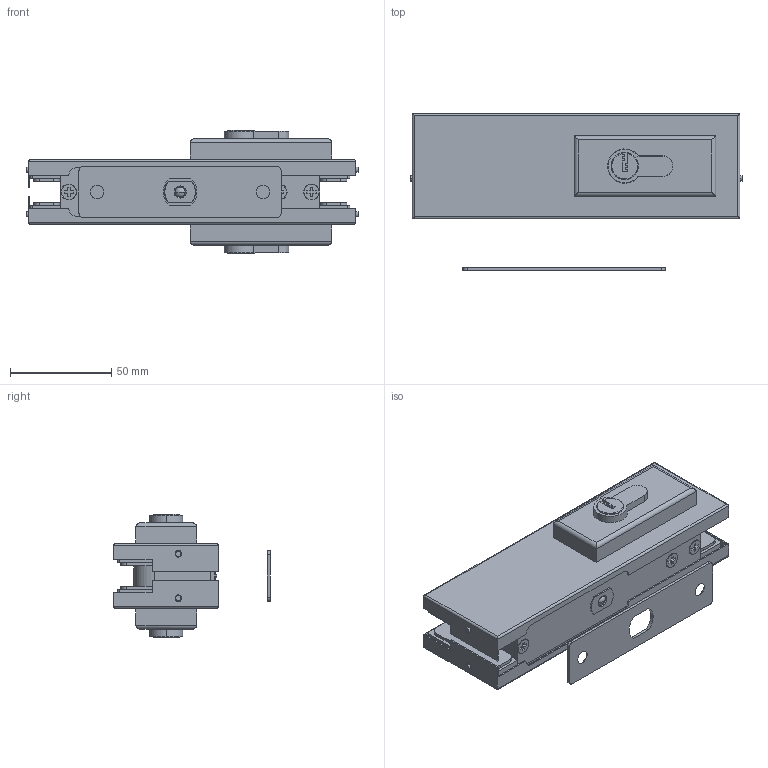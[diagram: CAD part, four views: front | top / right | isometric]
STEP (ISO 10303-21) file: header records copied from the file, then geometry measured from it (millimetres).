
FILE_DESCRIPTION (( 'STEP AP203' ), '1' );
FILE_NAME ('GS-304_ZP-814_S.STEP', '2019-03-27T12:41:19', ( '' ), ( '' ), 'SwSTEP 2.0', 'SolidWorks 2018', '' );
FILE_SCHEMA (( 'CONFIG_CONTROL_DESIGN' ));
Length unit declared in the file: millimetre
Products named in the file (9): skrutka DIN 965A_M4x5_A2-70; GS-304_ZP-814_S.P3; GS-304_ZP-814_S.P5; GS-304_ZP-814_S.P6; GS-304_ZP-814_S.P4; GS-304_ZP-814_S.P1; GS-304_ZP-814_S; GS-304_ZP-814_S.P7; GS-304_ZP-814_S.P2
Assembly tree (12 placements, depth 2):
  GS-304_ZP-814_S
    GS-304_ZP-814_S.P1
    GS-304_ZP-814_S.P2
    GS-304_ZP-814_S.P3
    GS-304_ZP-814_S.P4  x2
    skrutka DIN 965A_M4x5_A2-70  x3
    GS-304_ZP-814_S.P5
    GS-304_ZP-814_S.P6  x2
    GS-304_ZP-814_S.P7
Bounding box: 164.2 x 77.5 x 61 mm (x, y, z)
Volume: 234555.5 mm3; surface area: 149762.7 mm2
Topology: 19 solids, 19 shells, 479 faces, 1198 edges, 779 vertices
Faces by surface type: plane 289, cylinder 158, cone 30, sphere 2
Entity records: 13282 total; most frequent: CARTESIAN_POINT 2201, DIRECTION 2103, ORIENTED_EDGE 2050, EDGE_CURVE 1025, VECTOR 739, LINE 739, AXIS2_PLACEMENT_3D 682, VERTEX_POINT 668
